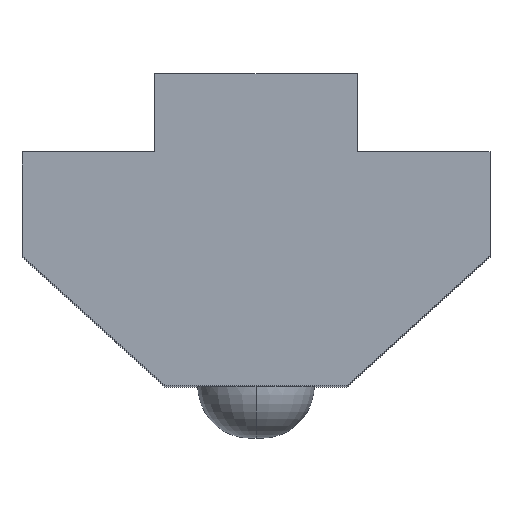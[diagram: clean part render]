
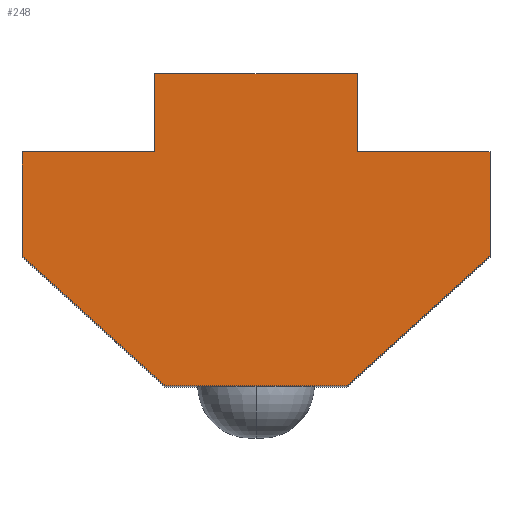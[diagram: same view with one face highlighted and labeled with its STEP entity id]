
A CAD part, top view. The second image highlights one B-rep face of the part: STEP entity #248.
In plain terms, the highlighted planar face has unit normal (0, 0, 1).
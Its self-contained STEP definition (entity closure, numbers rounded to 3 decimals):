
#23 = LINE ( 'NONE', #426, #25 ) ;
#25 = VECTOR ( 'NONE', #427, 1000. ) ;
#54 = CARTESIAN_POINT ( 'NONE',  ( -3.5, 0., 0. ) ) ;
#55 = DIRECTION ( 'NONE',  ( 1., 0., 0. ) ) ;
#60 = CARTESIAN_POINT ( 'NONE',  ( -3.5, 0., 0. ) ) ;
#61 = DIRECTION ( 'NONE',  ( 0.74, -0.673, 0. ) ) ;
#70 = VECTOR ( 'NONE', #61, 1000. ) ;
#74 = LINE ( 'NONE', #411, #76 ) ;
#76 = VECTOR ( 'NONE', #412, 1000. ) ;
#81 = LINE ( 'NONE', #417, #82 ) ;
#82 = VECTOR ( 'NONE', #418, 1000. ) ;
#94 = EDGE_CURVE ( 'NONE', #252, #291, #368, .T. ) ;
#97 = EDGE_CURVE ( 'NONE', #254, #252, #374, .T. ) ;
#101 = EDGE_CURVE ( 'NONE', #264, #254, #380, .T. ) ;
#117 = EDGE_CURVE ( 'NONE', #291, #275, #279, .T. ) ;
#121 = AXIS2_PLACEMENT_3D ( 'NONE', #560, #561, #562 ) ;
#152 = EDGE_CURVE ( 'NONE', #269, #267, #177, .T. ) ;
#158 = EDGE_CURVE ( 'NONE', #263, #264, #188, .T. ) ;
#161 = EDGE_CURVE ( 'NONE', #267, #263, #194, .T. ) ;
#165 = EDGE_CURVE ( 'NONE', #271, #269, #74, .T. ) ;
#168 = EDGE_CURVE ( 'NONE', #273, #271, #81, .T. ) ;
#172 = EDGE_CURVE ( 'NONE', #275, #273, #23, .T. ) ;
#177 = LINE ( 'NONE', #201, #178 ) ;
#178 = VECTOR ( 'NONE', #202, 1000. ) ;
#188 = LINE ( 'NONE', #54, #189 ) ;
#189 = VECTOR ( 'NONE', #55, 1000. ) ;
#194 = LINE ( 'NONE', #60, #70 ) ;
#201 = CARTESIAN_POINT ( 'NONE',  ( -9., 5., 0. ) ) ;
#202 = DIRECTION ( 'NONE',  ( 0., -1., 0. ) ) ;
#217 = ORIENTED_EDGE ( 'NONE', *, *, #165, .T. ) ;
#218 = ORIENTED_EDGE ( 'NONE', *, *, #152, .T. ) ;
#220 = CARTESIAN_POINT ( 'NONE',  ( 3.9, 12., 0. ) ) ;
#221 = DIRECTION ( 'NONE',  ( 0., 1., 0. ) ) ;
#248 = ADVANCED_FACE ( 'NONE', ( #434 ), #559, .T. ) ;
#252 = VERTEX_POINT ( 'NONE', #481 ) ;
#254 = VERTEX_POINT ( 'NONE', #483 ) ;
#263 = VERTEX_POINT ( 'NONE', #492 ) ;
#264 = VERTEX_POINT ( 'NONE', #493 ) ;
#267 = VERTEX_POINT ( 'NONE', #496 ) ;
#269 = VERTEX_POINT ( 'NONE', #498 ) ;
#271 = VERTEX_POINT ( 'NONE', #500 ) ;
#273 = VERTEX_POINT ( 'NONE', #502 ) ;
#275 = VERTEX_POINT ( 'NONE', #504 ) ;
#276 = VECTOR ( 'NONE', #347, 1000. ) ;
#279 = LINE ( 'NONE', #220, #281 ) ;
#281 = VECTOR ( 'NONE', #221, 1000. ) ;
#291 = VERTEX_POINT ( 'NONE', #506 ) ;
#306 = CARTESIAN_POINT ( 'NONE',  ( 3.9, 9., 0. ) ) ;
#307 = DIRECTION ( 'NONE',  ( -1., 0., 0. ) ) ;
#340 = CARTESIAN_POINT ( 'NONE',  ( 9., 9., 0. ) ) ;
#341 = DIRECTION ( 'NONE',  ( 0., 1., 0. ) ) ;
#346 = CARTESIAN_POINT ( 'NONE',  ( 9., 5., 0. ) ) ;
#347 = DIRECTION ( 'NONE',  ( 0.74, 0.673, 0. ) ) ;
#368 = LINE ( 'NONE', #306, #369 ) ;
#369 = VECTOR ( 'NONE', #307, 1000. ) ;
#374 = LINE ( 'NONE', #340, #375 ) ;
#375 = VECTOR ( 'NONE', #341, 1000. ) ;
#380 = LINE ( 'NONE', #346, #276 ) ;
#411 = CARTESIAN_POINT ( 'NONE',  ( -9., 9., 0. ) ) ;
#412 = DIRECTION ( 'NONE',  ( -1., 0., 0. ) ) ;
#417 = CARTESIAN_POINT ( 'NONE',  ( -3.9, 9., 0. ) ) ;
#418 = DIRECTION ( 'NONE',  ( 0., -1., 0. ) ) ;
#426 = CARTESIAN_POINT ( 'NONE',  ( -3.9, 12., 0. ) ) ;
#427 = DIRECTION ( 'NONE',  ( -1., 0., 0. ) ) ;
#434 = FACE_OUTER_BOUND ( 'NONE', #454, .T. ) ;
#454 = EDGE_LOOP ( 'NONE', ( #582, #583, #584, #585, #586, #587, #588, #589, #217, #218 ) ) ;
#481 = CARTESIAN_POINT ( 'NONE',  ( 9., 9., 0. ) ) ;
#483 = CARTESIAN_POINT ( 'NONE',  ( 9., 5., 0. ) ) ;
#492 = CARTESIAN_POINT ( 'NONE',  ( -3.5, 0., 0. ) ) ;
#493 = CARTESIAN_POINT ( 'NONE',  ( 3.5, 0., 0. ) ) ;
#496 = CARTESIAN_POINT ( 'NONE',  ( -9., 5., 0. ) ) ;
#498 = CARTESIAN_POINT ( 'NONE',  ( -9., 9., 0. ) ) ;
#500 = CARTESIAN_POINT ( 'NONE',  ( -3.9, 9., 0. ) ) ;
#502 = CARTESIAN_POINT ( 'NONE',  ( -3.9, 12., 0. ) ) ;
#504 = CARTESIAN_POINT ( 'NONE',  ( 3.9, 12., 0. ) ) ;
#506 = CARTESIAN_POINT ( 'NONE',  ( 3.9, 9., 0. ) ) ;
#559 = PLANE ( 'NONE',  #121 ) ;
#560 = CARTESIAN_POINT ( 'NONE',  ( 0., -3.182, 0. ) ) ;
#561 = DIRECTION ( 'NONE',  ( 0., 0., 1. ) ) ;
#562 = DIRECTION ( 'NONE',  ( 1., 0., 0. ) ) ;
#582 = ORIENTED_EDGE ( 'NONE', *, *, #161, .T. ) ;
#583 = ORIENTED_EDGE ( 'NONE', *, *, #158, .T. ) ;
#584 = ORIENTED_EDGE ( 'NONE', *, *, #101, .T. ) ;
#585 = ORIENTED_EDGE ( 'NONE', *, *, #97, .T. ) ;
#586 = ORIENTED_EDGE ( 'NONE', *, *, #94, .T. ) ;
#587 = ORIENTED_EDGE ( 'NONE', *, *, #117, .T. ) ;
#588 = ORIENTED_EDGE ( 'NONE', *, *, #172, .T. ) ;
#589 = ORIENTED_EDGE ( 'NONE', *, *, #168, .T. ) ;
